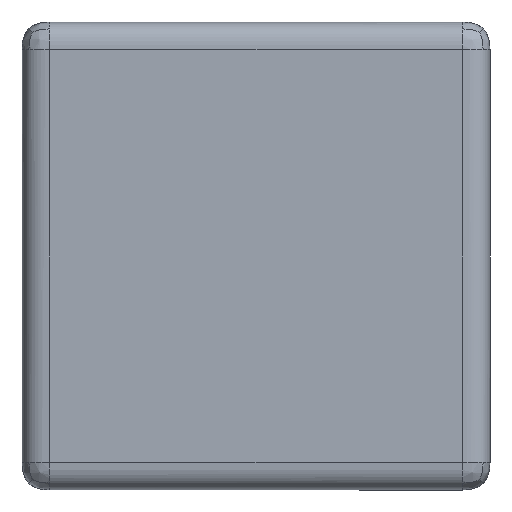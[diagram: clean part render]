
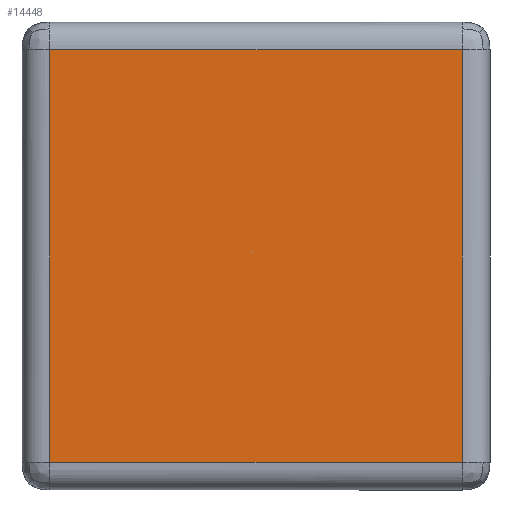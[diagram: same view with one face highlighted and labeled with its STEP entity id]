
A CAD part, left-side view. The second image highlights one B-rep face of the part: STEP entity #14448.
In plain terms, the highlighted planar face has unit normal (-1, 0, 0).
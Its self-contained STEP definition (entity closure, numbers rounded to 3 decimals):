
#658 = B_SPLINE_CURVE_WITH_KNOTS ( 'NONE', 3,
 ( #13646, #2514, #12540, #2279 ),
 .UNSPECIFIED., .F., .F.,
 ( 4, 4 ),
 ( 0., 1. ),
 .UNSPECIFIED. ) ;
#780 = CARTESIAN_POINT ( 'NONE',  ( -0.5, 0.075, 0.03 ) ) ;
#1068 = CARTESIAN_POINT ( 'NONE',  ( -0.5, 0.225, 0.48 ) ) ;
#2069 = CARTESIAN_POINT ( 'NONE',  ( -0.5, 0.255, 0.51 ) ) ;
#2278 = CARTESIAN_POINT ( 'NONE',  ( -0.5, 0.225, 0.18 ) ) ;
#2279 = CARTESIAN_POINT ( 'NONE',  ( -0.5, 0.225, 0.48 ) ) ;
#2514 = CARTESIAN_POINT ( 'NONE',  ( -0.5, -0.075, 0.48 ) ) ;
#2628 = VERTEX_POINT ( 'NONE', #13564 ) ;
#2949 = CARTESIAN_POINT ( 'NONE',  ( -0.5, -0.225, 0.03 ) ) ;
#3270 = CARTESIAN_POINT ( 'NONE',  ( -0.5, -0.225, 0.33 ) ) ;
#4382 = CARTESIAN_POINT ( 'NONE',  ( -0.5, -0.225, 0.48 ) ) ;
#4684 = DIRECTION ( 'NONE',  ( 0., 1., 0. ) ) ;
#5303 = FACE_OUTER_BOUND ( 'NONE', #8205, .T. ) ;
#5444 = CARTESIAN_POINT ( 'NONE',  ( -0.5, -0.225, 0.18 ) ) ;
#5611 = VERTEX_POINT ( 'NONE', #5965 ) ;
#5627 = CARTESIAN_POINT ( 'NONE',  ( -0.5, 0.225, 0.33 ) ) ;
#5965 = CARTESIAN_POINT ( 'NONE',  ( -0.5, -0.225, 0.03 ) ) ;
#6147 = EDGE_CURVE ( 'NONE', #5611, #7251, #6514, .T. ) ;
#6514 = B_SPLINE_CURVE_WITH_KNOTS ( 'NONE', 3,
 ( #9225, #5444, #3270, #12430 ),
 .UNSPECIFIED., .F., .F.,
 ( 4, 4 ),
 ( 0., 1. ),
 .UNSPECIFIED. ) ;
#7251 = VERTEX_POINT ( 'NONE', #4382 ) ;
#7510 = B_SPLINE_CURVE_WITH_KNOTS ( 'NONE', 3,
 ( #14413, #780, #13221, #2949 ),
 .UNSPECIFIED., .F., .F.,
 ( 4, 4 ),
 ( 0., 1. ),
 .UNSPECIFIED. ) ;
#7929 = DIRECTION ( 'NONE',  ( 1., 0., 0. ) ) ;
#7978 = VERTEX_POINT ( 'NONE', #8492 ) ;
#8205 = EDGE_LOOP ( 'NONE', ( #12212, #10129, #9587, #12657 ) ) ;
#8492 = CARTESIAN_POINT ( 'NONE',  ( -0.5, 0.225, 0.48 ) ) ;
#8777 = EDGE_CURVE ( 'NONE', #7251, #7978, #658, .T. ) ;
#9225 = CARTESIAN_POINT ( 'NONE',  ( -0.5, -0.225, 0.03 ) ) ;
#9587 = ORIENTED_EDGE ( 'NONE', *, *, #13919, .T. ) ;
#10129 = ORIENTED_EDGE ( 'NONE', *, *, #13339, .T. ) ;
#10230 = CARTESIAN_POINT ( 'NONE',  ( -0.5, 0.225, 0.03 ) ) ;
#11726 = AXIS2_PLACEMENT_3D ( 'NONE', #2069, #7929, #4684 ) ;
#12212 = ORIENTED_EDGE ( 'NONE', *, *, #8777, .T. ) ;
#12280 = PLANE ( 'NONE',  #11726 ) ;
#12430 = CARTESIAN_POINT ( 'NONE',  ( -0.5, -0.225, 0.48 ) ) ;
#12540 = CARTESIAN_POINT ( 'NONE',  ( -0.5, 0.075, 0.48 ) ) ;
#12657 = ORIENTED_EDGE ( 'NONE', *, *, #6147, .T. ) ;
#13221 = CARTESIAN_POINT ( 'NONE',  ( -0.5, -0.075, 0.03 ) ) ;
#13339 = EDGE_CURVE ( 'NONE', #7978, #2628, #13762, .T. ) ;
#13564 = CARTESIAN_POINT ( 'NONE',  ( -0.5, 0.225, 0.03 ) ) ;
#13646 = CARTESIAN_POINT ( 'NONE',  ( -0.5, -0.225, 0.48 ) ) ;
#13762 = B_SPLINE_CURVE_WITH_KNOTS ( 'NONE', 3,
 ( #1068, #5627, #2278, #10230 ),
 .UNSPECIFIED., .F., .F.,
 ( 4, 4 ),
 ( 0., 1. ),
 .UNSPECIFIED. ) ;
#13919 = EDGE_CURVE ( 'NONE', #2628, #5611, #7510, .T. ) ;
#14413 = CARTESIAN_POINT ( 'NONE',  ( -0.5, 0.225, 0.03 ) ) ;
#14448 = ADVANCED_FACE ( 'NONE', ( #5303 ), #12280, .F. ) ;
